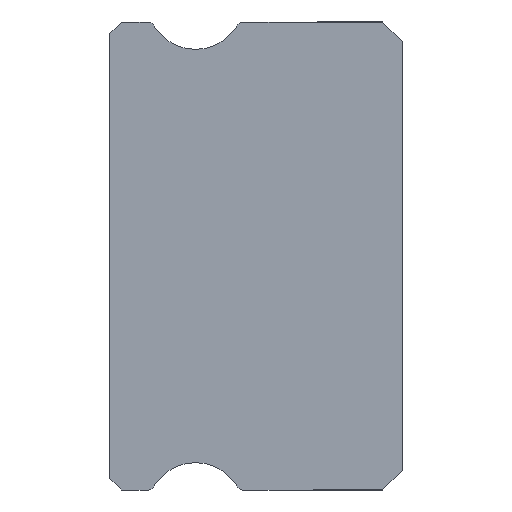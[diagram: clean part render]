
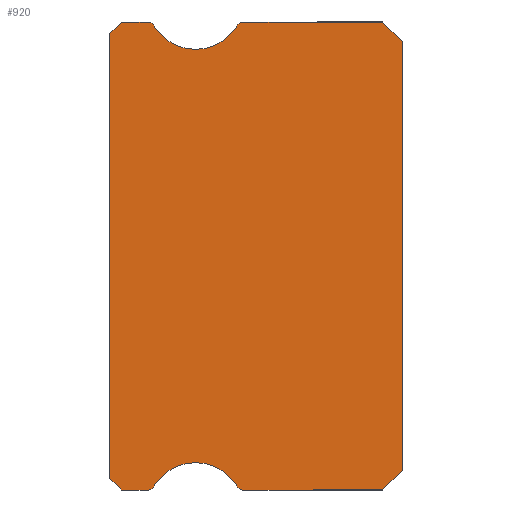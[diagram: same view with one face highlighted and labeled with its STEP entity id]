
A CAD part, left-side view. The second image highlights one B-rep face of the part: STEP entity #920.
In plain terms, the highlighted planar face has unit normal (-1, 0, 0).
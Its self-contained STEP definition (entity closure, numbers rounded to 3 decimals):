
#1 = LINE ( 'NONE', #1242, #358 ) ;
#3 = CARTESIAN_POINT ( 'NONE',  ( -10., 6.383, -5.925 ) ) ;
#13 = CARTESIAN_POINT ( 'NONE',  ( -10., 0., -5.5 ) ) ;
#53 = CARTESIAN_POINT ( 'NONE',  ( -10., 6.512, -6. ) ) ;
#61 = VECTOR ( 'NONE', #1027, 1000. ) ;
#67 = ORIENTED_EDGE ( 'NONE', *, *, #1388, .T. ) ;
#69 = CARTESIAN_POINT ( 'NONE',  ( -10., 0., 5.5 ) ) ;
#75 = CARTESIAN_POINT ( 'NONE',  ( -10., 0., -5.5 ) ) ;
#86 = CARTESIAN_POINT ( 'NONE',  ( -10., 0., 5.5 ) ) ;
#101 = CARTESIAN_POINT ( 'NONE',  ( -10., 7.2, -6. ) ) ;
#123 = ORIENTED_EDGE ( 'NONE', *, *, #883, .F. ) ;
#129 = VECTOR ( 'NONE', #403, 1000. ) ;
#133 = DIRECTION ( 'NONE',  ( -1., 0., 0. ) ) ;
#158 = DIRECTION ( 'NONE',  ( 1., 0., 0. ) ) ;
#168 = AXIS2_PLACEMENT_3D ( 'NONE', #1395, #629, #919 ) ;
#176 = AXIS2_PLACEMENT_3D ( 'NONE', #939, #1731, #1576 ) ;
#192 = EDGE_CURVE ( 'NONE', #2048, #1344, #1143, .T. ) ;
#196 = VERTEX_POINT ( 'NONE', #101 ) ;
#225 = CARTESIAN_POINT ( 'NONE',  ( -10., 6.512, -6. ) ) ;
#245 = DIRECTION ( 'NONE',  ( 0., 0., -1. ) ) ;
#247 = CARTESIAN_POINT ( 'NONE',  ( -10., 0.5, 6. ) ) ;
#266 = LINE ( 'NONE', #225, #552 ) ;
#277 = LINE ( 'NONE', #575, #1535 ) ;
#285 = EDGE_CURVE ( 'NONE', #815, #407, #387, .T. ) ;
#287 = VECTOR ( 'NONE', #350, 1000. ) ;
#288 = ORIENTED_EDGE ( 'NONE', *, *, #860, .F. ) ;
#301 = CARTESIAN_POINT ( 'NONE',  ( -10., 7.2, 6. ) ) ;
#310 = EDGE_CURVE ( 'NONE', #394, #606, #1168, .T. ) ;
#350 = DIRECTION ( 'NONE',  ( 0., -1., 0. ) ) ;
#352 = VERTEX_POINT ( 'NONE', #948 ) ;
#358 = VECTOR ( 'NONE', #760, 1000. ) ;
#372 = VERTEX_POINT ( 'NONE', #1430 ) ;
#376 = CARTESIAN_POINT ( 'NONE',  ( -10., 5.3, 6.55 ) ) ;
#386 = VECTOR ( 'NONE', #1601, 1000. ) ;
#387 = LINE ( 'NONE', #1975, #838 ) ;
#394 = VERTEX_POINT ( 'NONE', #1946 ) ;
#398 = VERTEX_POINT ( 'NONE', #1159 ) ;
#403 = DIRECTION ( 'NONE',  ( 0., -1., 0. ) ) ;
#407 = VERTEX_POINT ( 'NONE', #1936 ) ;
#410 = EDGE_LOOP ( 'NONE', ( #1497, #940, #1651, #1444, #958, #980, #626, #657, #567, #67, #2016, #1928, #123, #952, #547, #288, #1119 ) ) ;
#429 = CIRCLE ( 'NONE', #1869, 0.15 ) ;
#455 = AXIS2_PLACEMENT_3D ( 'NONE', #1512, #1989, #245 ) ;
#461 = VERTEX_POINT ( 'NONE', #1151 ) ;
#498 = CARTESIAN_POINT ( 'NONE',  ( -10., 7.5, -5.7 ) ) ;
#514 = CARTESIAN_POINT ( 'NONE',  ( -10., 4.088, 5.85 ) ) ;
#547 = ORIENTED_EDGE ( 'NONE', *, *, #310, .F. ) ;
#552 = VECTOR ( 'NONE', #862, 1000. ) ;
#567 = ORIENTED_EDGE ( 'NONE', *, *, #1227, .F. ) ;
#575 = CARTESIAN_POINT ( 'NONE',  ( -10., 7.5, 5.85 ) ) ;
#606 = VERTEX_POINT ( 'NONE', #829 ) ;
#626 = ORIENTED_EDGE ( 'NONE', *, *, #659, .F. ) ;
#629 = DIRECTION ( 'NONE',  ( 1., 0., 0. ) ) ;
#644 = CARTESIAN_POINT ( 'NONE',  ( -10., 0.5, 6. ) ) ;
#649 = DIRECTION ( 'NONE',  ( 0., 0., -1. ) ) ;
#657 = ORIENTED_EDGE ( 'NONE', *, *, #1385, .F. ) ;
#659 = EDGE_CURVE ( 'NONE', #2054, #372, #1403, .T. ) ;
#704 = DIRECTION ( 'NONE',  ( 0., 0., 1. ) ) ;
#722 = AXIS2_PLACEMENT_3D ( 'NONE', #1937, #158, #1432 ) ;
#738 = LINE ( 'NONE', #1848, #129 ) ;
#760 = DIRECTION ( 'NONE',  ( 0., 1., 0. ) ) ;
#763 = DIRECTION ( 'NONE',  ( 0., 0., -1. ) ) ;
#811 = LINE ( 'NONE', #13, #386 ) ;
#815 = VERTEX_POINT ( 'NONE', #301 ) ;
#825 = EDGE_CURVE ( 'NONE', #923, #407, #277, .T. ) ;
#829 = CARTESIAN_POINT ( 'NONE',  ( -10., 5.3, 5.3 ) ) ;
#833 = CARTESIAN_POINT ( 'NONE',  ( -10., 6.512, 6. ) ) ;
#838 = VECTOR ( 'NONE', #1030, 1000. ) ;
#842 = DIRECTION ( 'NONE',  ( 0., 0., -1. ) ) ;
#860 = EDGE_CURVE ( 'NONE', #1614, #394, #1606, .T. ) ;
#862 = DIRECTION ( 'NONE',  ( 0., 1., 0. ) ) ;
#863 = CIRCLE ( 'NONE', #168, 0.15 ) ;
#883 = EDGE_CURVE ( 'NONE', #352, #461, #429, .T. ) ;
#900 = AXIS2_PLACEMENT_3D ( 'NONE', #1325, #1009, #842 ) ;
#919 = DIRECTION ( 'NONE',  ( 0., 0., -1. ) ) ;
#920 = ADVANCED_FACE ( 'NONE', ( #977 ), #1301, .F. ) ;
#923 = VERTEX_POINT ( 'NONE', #498 ) ;
#939 = CARTESIAN_POINT ( 'NONE',  ( -10., 6.512, 5.85 ) ) ;
#940 = ORIENTED_EDGE ( 'NONE', *, *, #825, .F. ) ;
#948 = CARTESIAN_POINT ( 'NONE',  ( -10., 4.217, 5.925 ) ) ;
#952 = ORIENTED_EDGE ( 'NONE', *, *, #1272, .F. ) ;
#958 = ORIENTED_EDGE ( 'NONE', *, *, #1521, .F. ) ;
#964 = EDGE_CURVE ( 'NONE', #461, #2048, #738, .T. ) ;
#977 = FACE_OUTER_BOUND ( 'NONE', #410, .T. ) ;
#980 = ORIENTED_EDGE ( 'NONE', *, *, #1564, .F. ) ;
#1009 = DIRECTION ( 'NONE',  ( 1., 0., 0. ) ) ;
#1027 = DIRECTION ( 'NONE',  ( 0., -0.707, -0.707 ) ) ;
#1030 = DIRECTION ( 'NONE',  ( 0., 0.707, -0.707 ) ) ;
#1119 = ORIENTED_EDGE ( 'NONE', *, *, #1169, .T. ) ;
#1121 = CARTESIAN_POINT ( 'NONE',  ( -10., 4.088, -6. ) ) ;
#1143 = LINE ( 'NONE', #247, #1770 ) ;
#1151 = CARTESIAN_POINT ( 'NONE',  ( -10., 4.088, 6. ) ) ;
#1159 = CARTESIAN_POINT ( 'NONE',  ( -10., 0.5, -6. ) ) ;
#1168 = CIRCLE ( 'NONE', #1474, 1.25 ) ;
#1169 = EDGE_CURVE ( 'NONE', #1614, #815, #1, .T. ) ;
#1206 = CARTESIAN_POINT ( 'NONE',  ( -10., 7.2, -6. ) ) ;
#1227 = EDGE_CURVE ( 'NONE', #1746, #398, #811, .T. ) ;
#1242 = CARTESIAN_POINT ( 'NONE',  ( -10., 7.2, 6. ) ) ;
#1272 = EDGE_CURVE ( 'NONE', #606, #352, #1828, .T. ) ;
#1301 = PLANE ( 'NONE',  #722 ) ;
#1325 = CARTESIAN_POINT ( 'NONE',  ( -10., 4.088, -5.85 ) ) ;
#1344 = VERTEX_POINT ( 'NONE', #86 ) ;
#1358 = EDGE_CURVE ( 'NONE', #923, #196, #1366, .T. ) ;
#1366 = LINE ( 'NONE', #1206, #61 ) ;
#1385 = EDGE_CURVE ( 'NONE', #398, #2054, #266, .T. ) ;
#1388 = EDGE_CURVE ( 'NONE', #1746, #1344, #1503, .T. ) ;
#1395 = CARTESIAN_POINT ( 'NONE',  ( -10., 6.512, -5.85 ) ) ;
#1400 = DIRECTION ( 'NONE',  ( 0., 0., 1. ) ) ;
#1403 = CIRCLE ( 'NONE', #900, 0.15 ) ;
#1419 = VERTEX_POINT ( 'NONE', #3 ) ;
#1430 = CARTESIAN_POINT ( 'NONE',  ( -10., 4.217, -5.925 ) ) ;
#1432 = DIRECTION ( 'NONE',  ( 0., 0., -1. ) ) ;
#1444 = ORIENTED_EDGE ( 'NONE', *, *, #1685, .T. ) ;
#1446 = DIRECTION ( 'NONE',  ( 1., 0., 0. ) ) ;
#1474 = AXIS2_PLACEMENT_3D ( 'NONE', #376, #1505, #1534 ) ;
#1497 = ORIENTED_EDGE ( 'NONE', *, *, #285, .T. ) ;
#1498 = CIRCLE ( 'NONE', #2028, 1.25 ) ;
#1503 = LINE ( 'NONE', #69, #1632 ) ;
#1505 = DIRECTION ( 'NONE',  ( -1., 0., 0. ) ) ;
#1512 = CARTESIAN_POINT ( 'NONE',  ( -10., 5.3, 6.55 ) ) ;
#1521 = EDGE_CURVE ( 'NONE', #1419, #1635, #863, .T. ) ;
#1534 = DIRECTION ( 'NONE',  ( 0., 0., -1. ) ) ;
#1535 = VECTOR ( 'NONE', #1400, 1000. ) ;
#1560 = CARTESIAN_POINT ( 'NONE',  ( -10., 5.3, -6.55 ) ) ;
#1564 = EDGE_CURVE ( 'NONE', #372, #1419, #1498, .T. ) ;
#1576 = DIRECTION ( 'NONE',  ( 0., 0., -1. ) ) ;
#1601 = DIRECTION ( 'NONE',  ( 0., 0.707, -0.707 ) ) ;
#1606 = CIRCLE ( 'NONE', #176, 0.15 ) ;
#1614 = VERTEX_POINT ( 'NONE', #833 ) ;
#1615 = CARTESIAN_POINT ( 'NONE',  ( -10., 6.512, -6. ) ) ;
#1632 = VECTOR ( 'NONE', #704, 1000. ) ;
#1635 = VERTEX_POINT ( 'NONE', #53 ) ;
#1651 = ORIENTED_EDGE ( 'NONE', *, *, #1358, .T. ) ;
#1656 = DIRECTION ( 'NONE',  ( 0., -0.707, -0.707 ) ) ;
#1685 = EDGE_CURVE ( 'NONE', #196, #1635, #1970, .T. ) ;
#1731 = DIRECTION ( 'NONE',  ( 1., 0., 0. ) ) ;
#1746 = VERTEX_POINT ( 'NONE', #75 ) ;
#1770 = VECTOR ( 'NONE', #1656, 1000. ) ;
#1828 = CIRCLE ( 'NONE', #455, 1.25 ) ;
#1848 = CARTESIAN_POINT ( 'NONE',  ( -10., 6.512, 6. ) ) ;
#1869 = AXIS2_PLACEMENT_3D ( 'NONE', #514, #1446, #649 ) ;
#1928 = ORIENTED_EDGE ( 'NONE', *, *, #964, .F. ) ;
#1936 = CARTESIAN_POINT ( 'NONE',  ( -10., 7.5, 5.7 ) ) ;
#1937 = CARTESIAN_POINT ( 'NONE',  ( -10., 6.512, 5.85 ) ) ;
#1946 = CARTESIAN_POINT ( 'NONE',  ( -10., 6.383, 5.925 ) ) ;
#1970 = LINE ( 'NONE', #1615, #287 ) ;
#1975 = CARTESIAN_POINT ( 'NONE',  ( -10., 7.5, 5.7 ) ) ;
#1989 = DIRECTION ( 'NONE',  ( -1., 0., 0. ) ) ;
#2016 = ORIENTED_EDGE ( 'NONE', *, *, #192, .F. ) ;
#2028 = AXIS2_PLACEMENT_3D ( 'NONE', #1560, #133, #763 ) ;
#2048 = VERTEX_POINT ( 'NONE', #644 ) ;
#2054 = VERTEX_POINT ( 'NONE', #1121 ) ;
